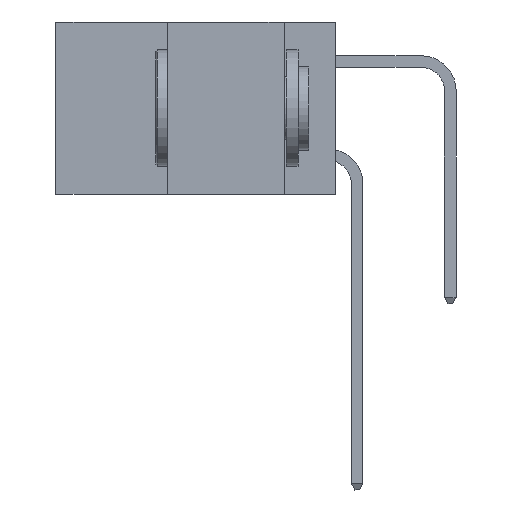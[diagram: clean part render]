
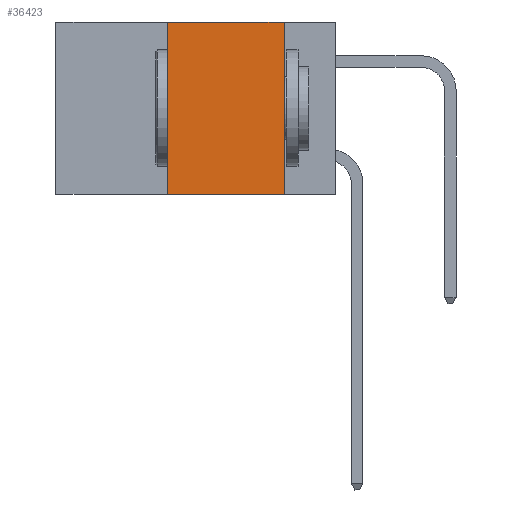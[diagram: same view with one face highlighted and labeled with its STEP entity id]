
A CAD part, left-side view. The second image highlights one B-rep face of the part: STEP entity #36423.
In plain terms, the highlighted planar face has unit normal (-1, 0, 0).
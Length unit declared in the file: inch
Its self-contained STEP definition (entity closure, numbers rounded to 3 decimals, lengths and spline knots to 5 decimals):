
#2084 = CARTESIAN_POINT ( 'NONE',  ( 0., 0.6, -0.37 ) ) ;
#5925 = CARTESIAN_POINT ( 'NONE',  ( 0., 0.36, -0.37 ) ) ;
#6250 = CARTESIAN_POINT ( 'NONE',  ( 0., 0.6, 0. ) ) ;
#7089 = VECTOR ( 'NONE', #11239, 39.37008 ) ;
#7248 = VECTOR ( 'NONE', #30590, 39.37008 ) ;
#8219 = CARTESIAN_POINT ( 'NONE',  ( 0., 0.6, 0. ) ) ;
#9132 = DIRECTION ( 'NONE',  ( 1., 0., 0. ) ) ;
#9787 = CARTESIAN_POINT ( 'NONE',  ( 0., 0.36, 0. ) ) ;
#10981 = LINE ( 'NONE', #2084, #7248 ) ;
#11239 = DIRECTION ( 'NONE',  ( 0., -1., 0. ) ) ;
#12304 = VECTOR ( 'NONE', #29789, 39.37008 ) ;
#12584 = VECTOR ( 'NONE', #23983, 39.37008 ) ;
#12711 = DIRECTION ( 'NONE',  ( 0., 0., -1. ) ) ;
#13500 = VERTEX_POINT ( 'NONE', #42631 ) ;
#14883 = CARTESIAN_POINT ( 'NONE',  ( 0., 0.11, -0.37 ) ) ;
#15232 = VERTEX_POINT ( 'NONE', #5925 ) ;
#15877 = FACE_OUTER_BOUND ( 'NONE', #25372, .T. ) ;
#21336 = LINE ( 'NONE', #40003, #12304 ) ;
#21635 = LINE ( 'NONE', #9787, #12584 ) ;
#22124 = EDGE_CURVE ( 'NONE', #15232, #31336, #21635, .T. ) ;
#22652 = LINE ( 'NONE', #8219, #7089 ) ;
#23983 = DIRECTION ( 'NONE',  ( 0., 0., 1. ) ) ;
#24817 = ORIENTED_EDGE ( 'NONE', *, *, #22124, .F. ) ;
#25372 = EDGE_LOOP ( 'NONE', ( #40753, #35383, #24817, #34825 ) ) ;
#25596 = VERTEX_POINT ( 'NONE', #14883 ) ;
#26756 = AXIS2_PLACEMENT_3D ( 'NONE', #6250, #9132, #12711 ) ;
#29789 = DIRECTION ( 'NONE',  ( 0., 0., -1. ) ) ;
#30590 = DIRECTION ( 'NONE',  ( 0., -1., 0. ) ) ;
#31190 = EDGE_CURVE ( 'NONE', #31336, #13500, #22652, .T. ) ;
#31336 = VERTEX_POINT ( 'NONE', #32814 ) ;
#32814 = CARTESIAN_POINT ( 'NONE',  ( 0., 0.36, 0. ) ) ;
#34825 = ORIENTED_EDGE ( 'NONE', *, *, #43265, .T. ) ;
#35049 = EDGE_CURVE ( 'NONE', #13500, #25596, #21336, .T. ) ;
#35383 = ORIENTED_EDGE ( 'NONE', *, *, #31190, .F. ) ;
#36423 = ADVANCED_FACE ( 'NONE', ( #15877 ), #43535, .F. ) ;
#40003 = CARTESIAN_POINT ( 'NONE',  ( 0., 0.11, 0. ) ) ;
#40753 = ORIENTED_EDGE ( 'NONE', *, *, #35049, .F. ) ;
#42631 = CARTESIAN_POINT ( 'NONE',  ( 0., 0.11, 0. ) ) ;
#43265 = EDGE_CURVE ( 'NONE', #15232, #25596, #10981, .T. ) ;
#43535 = PLANE ( 'NONE',  #26756 ) ;
